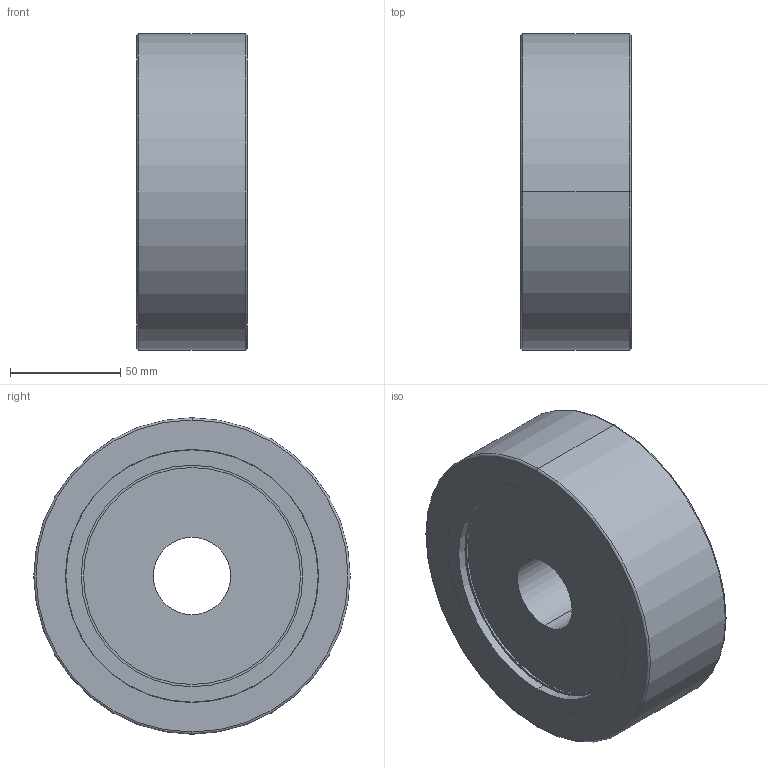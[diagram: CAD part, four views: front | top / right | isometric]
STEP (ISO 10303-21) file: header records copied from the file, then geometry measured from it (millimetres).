
FILE_DESCRIPTION(('STEP AP214'),'1');
FILE_NAME('v_143_50.stp','2016-08-01T14:11:18',('TraceParts'),('TraceParts S.A.'),'Spatial InterOp 3D',' ',' ');
FILE_SCHEMA(('automotive_design'));
Length unit declared in the file: millimetre
Products named in the file (1): v_143_50
Bounding box: 50 x 143.2 x 143.2 mm (x, y, z)
Volume: 674419.5 mm3; surface area: 60625.8 mm2
Topology: 1 solids, 1 shells, 34 faces, 72 edges, 48 vertices
Faces by surface type: cylinder 20, plane 10, torus 4
Entity records: 967 total; most frequent: DIRECTION 194, CARTESIAN_POINT 155, ORIENTED_EDGE 144, AXIS2_PLACEMENT_3D 87, EDGE_CURVE 72, CIRCLE 52, VERTEX_POINT 48, EDGE_LOOP 44
